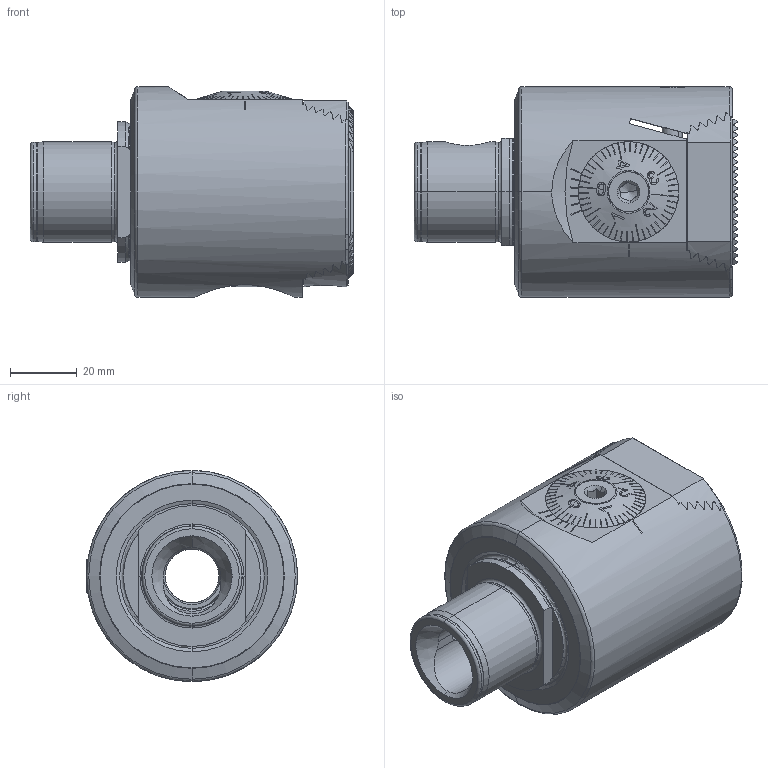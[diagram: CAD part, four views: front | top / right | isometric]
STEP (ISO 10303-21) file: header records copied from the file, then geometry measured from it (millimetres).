
FILE_DESCRIPTION (( 'STEP AP203' ), '1' );
FILE_NAME ('MB5.MH1.K01.065.STEP', '2011-12-23T12:57:31', ( 'baer' ), ( 'Hewlett-Packard Company' ), 'SwSTEP 2.0', 'SolidWorks 2011', '' );
FILE_SCHEMA (( 'CONFIG_CONTROL_DESIGN' ));
Products named in the file (18): MB5.MH1.K01.065; ISO 4026 - M8 x 6_Default; ISO 4762 - M6 x 16_Default; ISO 4026 - M10 x 20_Default; MH1-BG3.001.042_D; MH1-BG2.001.056_D; MH1-BG1.004.049; ISO 4026 - M4 x 5_Default; DIN 3771 - 25x1.5; MH1-BG1.001.049; A55-BG1.012.007_B; MH1-BG1.001.049_B; A55-BG2.015.007_A; A55-BG2.014.007_A; A55-BG2.011.016_D; A55-BG2.013.005_C; A55-BG2.012.006_B; MB5-MH1.K00.065_A
Assembly tree (18 placements, depth 4):
  MB5.MH1.K01.065
    ISO 4762 - M6 x 16_Default
    ISO 4026 - M10 x 20_Default  x2
    ISO 4026 - M8 x 6_Default
    MH1-BG2.001.056_D
    MH1-BG1.004.049
      ISO 4026 - M4 x 5_Default
      A55-BG2.012.006_B
      A55-BG2.013.005_C
      DIN 3771 - 25x1.5
      MH1-BG1.001.049
        A55-BG1.012.007_B
        MH1-BG1.001.049_B
      A55-BG2.015.007_A
        A55-BG2.011.016_D
        A55-BG2.014.007_A
    MH1-BG3.001.042_D
    MB5-MH1.K00.065_A
Bounding box: 96.58 x 63 x 63 mm (x, y, z)
Volume: 187290.5 mm3; surface area: 62155.7 mm2
Topology: 15 solids, 15 shells, 1064 faces, 2880 edges, 1838 vertices
Faces by surface type: plane 531, cylinder 228, cone 200, torus 67, bspline 38
Entity records: 40678 total; most frequent: CARTESIAN_POINT 14194, ORIENTED_EDGE 5648, DIRECTION 4529, EDGE_CURVE 2824, VERTEX_POINT 1818, AXIS2_PLACEMENT_3D 1744, EDGE_LOOP 1108, FACE_OUTER_BOUND 1049
